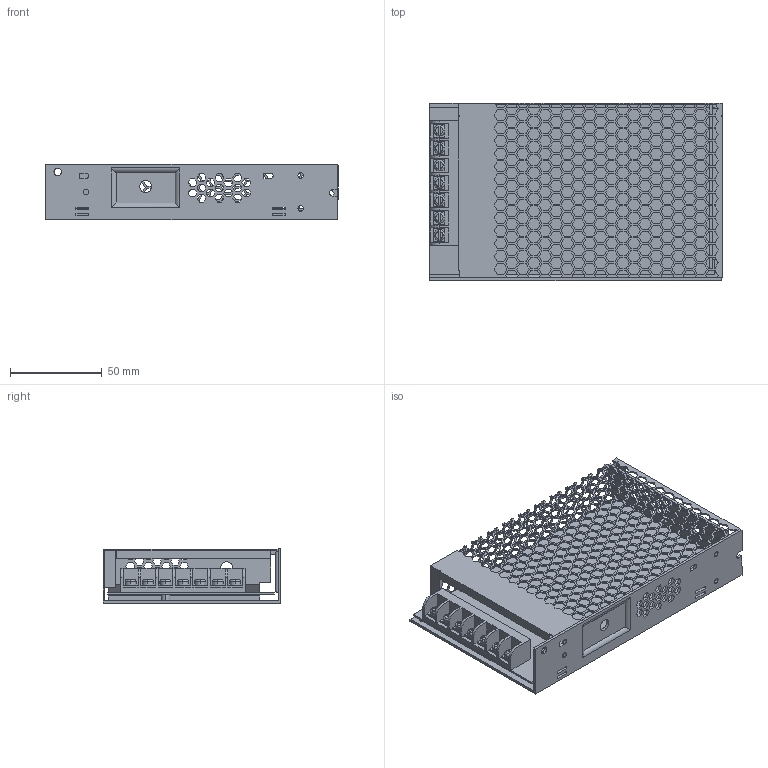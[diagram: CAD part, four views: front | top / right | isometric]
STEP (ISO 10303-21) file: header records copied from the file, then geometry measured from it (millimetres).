
FILE_DESCRIPTION (( 'STEP AP214' ), '1' );
FILE_NAME ('F615LSM-9.5-7P-v2.1-2025.12.08.STEP', '2025-12-09T01:47:39', ( '' ), ( '' ), 'SwSTEP 2.0', 'SolidWorks 2020', '' );
FILE_SCHEMA (( 'AUTOMOTIVE_DESIGN' ));
Products named in the file (1): F615LSM-9.5-7P-v2.1-2025.12.08
Bounding box: 159.5 x 97 x 30 mm (x, y, z)
Volume: 61076.3 mm3; surface area: 98348.8 mm2
Topology: 1 solids, 1 shells, 2627 faces, 7999 edges, 5296 vertices
Faces by surface type: plane 2552, cylinder 61, bspline 14
Entity records: 89434 total; most frequent: CARTESIAN_POINT 16374, ORIENTED_EDGE 15984, DIRECTION 13262, EDGE_CURVE 7992, VECTOR 7794, LINE 7794, VERTEX_POINT 5296, EDGE_LOOP 3382
